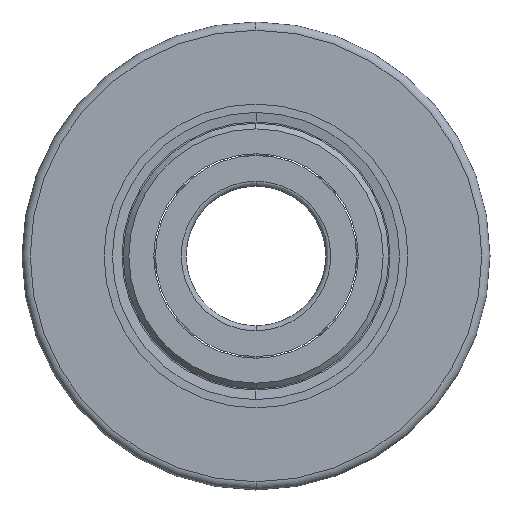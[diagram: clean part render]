
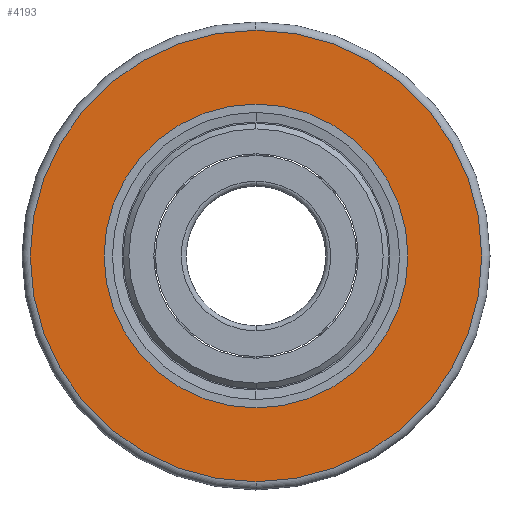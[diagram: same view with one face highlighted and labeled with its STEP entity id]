
A CAD part, left-side view. The second image highlights one B-rep face of the part: STEP entity #4193.
In plain terms, the highlighted planar face has unit normal (-1, 0, 0).
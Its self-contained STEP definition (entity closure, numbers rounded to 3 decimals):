
#10 = CIRCLE ( 'NONE', #3158, 27.5 ) ;
#25 = DIRECTION ( 'NONE',  ( 0., 0., -1. ) ) ;
#64 = VERTEX_POINT ( 'NONE', #2185 ) ;
#178 = CARTESIAN_POINT ( 'NONE',  ( 0., 0., 0. ) ) ;
#242 = DIRECTION ( 'NONE',  ( -1., 0., 0. ) ) ;
#441 = EDGE_LOOP ( 'NONE', ( #5576, #4833 ) ) ;
#466 = DIRECTION ( 'NONE',  ( -1., 0., 0. ) ) ;
#598 = EDGE_CURVE ( 'NONE', #2950, #64, #5176, .T. ) ;
#783 = DIRECTION ( 'NONE',  ( -1., 0., 0. ) ) ;
#807 = CARTESIAN_POINT ( 'NONE',  ( 0., 0., 0. ) ) ;
#812 = PLANE ( 'NONE',  #2718 ) ;
#894 = CARTESIAN_POINT ( 'NONE',  ( 0., 18.5, 0. ) ) ;
#1215 = CARTESIAN_POINT ( 'NONE',  ( 0., 0., 0. ) ) ;
#1261 = AXIS2_PLACEMENT_3D ( 'NONE', #178, #1901, #2723 ) ;
#1493 = EDGE_CURVE ( 'NONE', #4938, #3115, #3440, .T. ) ;
#1901 = DIRECTION ( 'NONE',  ( -1., 0., 0. ) ) ;
#2185 = CARTESIAN_POINT ( 'NONE',  ( 0., 0., -27.5 ) ) ;
#2261 = CARTESIAN_POINT ( 'NONE',  ( 0., 0., 18.5 ) ) ;
#2371 = ORIENTED_EDGE ( 'NONE', *, *, #598, .T. ) ;
#2506 = FACE_BOUND ( 'NONE', #441, .T. ) ;
#2593 = DIRECTION ( 'NONE',  ( 0., 0., -1. ) ) ;
#2663 = EDGE_LOOP ( 'NONE', ( #2923, #2371 ) ) ;
#2715 = CARTESIAN_POINT ( 'NONE',  ( 0., 0., 27.5 ) ) ;
#2718 = AXIS2_PLACEMENT_3D ( 'NONE', #894, #4721, #25 ) ;
#2723 = DIRECTION ( 'NONE',  ( 0., 0., 1. ) ) ;
#2735 = AXIS2_PLACEMENT_3D ( 'NONE', #4795, #466, #2593 ) ;
#2923 = ORIENTED_EDGE ( 'NONE', *, *, #4506, .T. ) ;
#2950 = VERTEX_POINT ( 'NONE', #2715 ) ;
#3115 = VERTEX_POINT ( 'NONE', #3679 ) ;
#3158 = AXIS2_PLACEMENT_3D ( 'NONE', #807, #783, #5556 ) ;
#3379 = FACE_OUTER_BOUND ( 'NONE', #2663, .T. ) ;
#3440 = CIRCLE ( 'NONE', #4890, 18.5 ) ;
#3679 = CARTESIAN_POINT ( 'NONE',  ( 0., 0., -18.5 ) ) ;
#3899 = EDGE_CURVE ( 'NONE', #3115, #4938, #3967, .T. ) ;
#3967 = CIRCLE ( 'NONE', #1261, 18.5 ) ;
#4193 = ADVANCED_FACE ( 'NONE', ( #3379, #2506 ), #812, .F. ) ;
#4506 = EDGE_CURVE ( 'NONE', #64, #2950, #10, .T. ) ;
#4721 = DIRECTION ( 'NONE',  ( 1., 0., 0. ) ) ;
#4795 = CARTESIAN_POINT ( 'NONE',  ( 0., 0., 0. ) ) ;
#4833 = ORIENTED_EDGE ( 'NONE', *, *, #3899, .F. ) ;
#4890 = AXIS2_PLACEMENT_3D ( 'NONE', #1215, #242, #5517 ) ;
#4938 = VERTEX_POINT ( 'NONE', #2261 ) ;
#5176 = CIRCLE ( 'NONE', #2735, 27.5 ) ;
#5517 = DIRECTION ( 'NONE',  ( 0., 0., 1. ) ) ;
#5556 = DIRECTION ( 'NONE',  ( 0., 0., -1. ) ) ;
#5576 = ORIENTED_EDGE ( 'NONE', *, *, #1493, .F. ) ;
